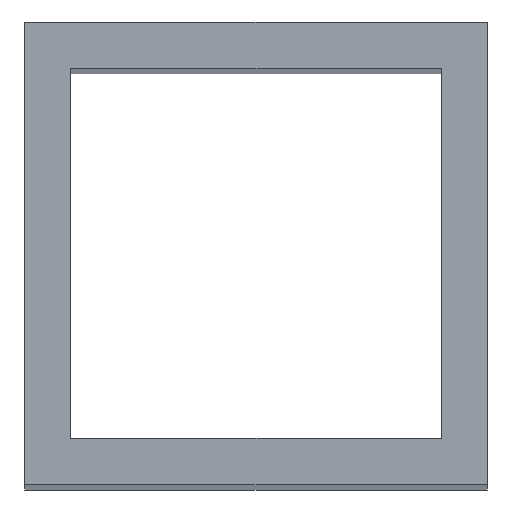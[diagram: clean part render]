
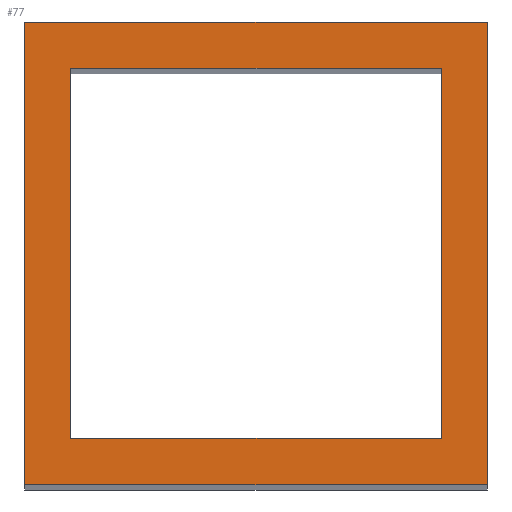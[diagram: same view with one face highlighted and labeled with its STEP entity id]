
A CAD part, top view. The second image highlights one B-rep face of the part: STEP entity #77.
In plain terms, the highlighted planar face has unit normal (0, 0, 1).
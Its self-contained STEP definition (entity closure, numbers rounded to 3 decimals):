
#6 = EDGE_CURVE ( 'NONE', #32, #471, #498, .T. ) ;
#32 = VERTEX_POINT ( 'NONE', #101 ) ;
#43 = DIRECTION ( 'NONE',  ( 0., -1., 0. ) ) ;
#49 = VECTOR ( 'NONE', #447, 1000. ) ;
#59 = VECTOR ( 'NONE', #731, 1000. ) ;
#60 = VERTEX_POINT ( 'NONE', #66 ) ;
#62 = VECTOR ( 'NONE', #834, 1000. ) ;
#66 = CARTESIAN_POINT ( 'NONE',  ( -7.5, -7.5, 100. ) ) ;
#76 = ORIENTED_EDGE ( 'NONE', *, *, #708, .F. ) ;
#77 = ADVANCED_FACE ( 'NONE', ( #229, #221 ), #920, .F. ) ;
#94 = LINE ( 'NONE', #542, #545 ) ;
#101 = CARTESIAN_POINT ( 'NONE',  ( 7.5, -7.5, 100. ) ) ;
#103 = DIRECTION ( 'NONE',  ( 1., 0., 0. ) ) ;
#109 = LINE ( 'NONE', #184, #62 ) ;
#111 = CARTESIAN_POINT ( 'NONE',  ( 7.5, -7.5, 100. ) ) ;
#131 = CARTESIAN_POINT ( 'NONE',  ( 6., -6., 100. ) ) ;
#133 = VERTEX_POINT ( 'NONE', #326 ) ;
#141 = ORIENTED_EDGE ( 'NONE', *, *, #868, .F. ) ;
#153 = EDGE_CURVE ( 'NONE', #60, #32, #94, .T. ) ;
#158 = CARTESIAN_POINT ( 'NONE',  ( -6., 6., 100. ) ) ;
#184 = CARTESIAN_POINT ( 'NONE',  ( -7.5, 7.5, 100. ) ) ;
#198 = EDGE_LOOP ( 'NONE', ( #454, #141, #76, #702 ) ) ;
#221 = FACE_OUTER_BOUND ( 'NONE', #591, .T. ) ;
#228 = CARTESIAN_POINT ( 'NONE',  ( 6., 6., 100. ) ) ;
#229 = FACE_BOUND ( 'NONE', #198, .T. ) ;
#240 = EDGE_CURVE ( 'NONE', #279, #133, #899, .T. ) ;
#248 = CARTESIAN_POINT ( 'NONE',  ( 6., -6., 100. ) ) ;
#279 = VERTEX_POINT ( 'NONE', #664 ) ;
#288 = LINE ( 'NONE', #713, #730 ) ;
#297 = VERTEX_POINT ( 'NONE', #511 ) ;
#308 = AXIS2_PLACEMENT_3D ( 'NONE', #561, #781, #848 ) ;
#321 = DIRECTION ( 'NONE',  ( 1., 0., 0. ) ) ;
#325 = VECTOR ( 'NONE', #874, 1000. ) ;
#326 = CARTESIAN_POINT ( 'NONE',  ( -6., -6., 100. ) ) ;
#344 = DIRECTION ( 'NONE',  ( 0., 1., 0. ) ) ;
#367 = EDGE_CURVE ( 'NONE', #687, #279, #870, .T. ) ;
#410 = ORIENTED_EDGE ( 'NONE', *, *, #6, .T. ) ;
#447 = DIRECTION ( 'NONE',  ( 0., 1., 0. ) ) ;
#454 = ORIENTED_EDGE ( 'NONE', *, *, #367, .F. ) ;
#471 = VERTEX_POINT ( 'NONE', #609 ) ;
#498 = LINE ( 'NONE', #111, #49 ) ;
#511 = CARTESIAN_POINT ( 'NONE',  ( -7.5, 7.5, 100. ) ) ;
#524 = CARTESIAN_POINT ( 'NONE',  ( -6., -6., 100. ) ) ;
#542 = CARTESIAN_POINT ( 'NONE',  ( -7.5, -7.5, 100. ) ) ;
#545 = VECTOR ( 'NONE', #321, 1000. ) ;
#556 = ORIENTED_EDGE ( 'NONE', *, *, #807, .T. ) ;
#561 = CARTESIAN_POINT ( 'NONE',  ( 7.5, 7.5, 100. ) ) ;
#591 = EDGE_LOOP ( 'NONE', ( #410, #556, #599, #794 ) ) ;
#599 = ORIENTED_EDGE ( 'NONE', *, *, #842, .T. ) ;
#609 = CARTESIAN_POINT ( 'NONE',  ( 7.5, 7.5, 100. ) ) ;
#631 = VECTOR ( 'NONE', #344, 1000. ) ;
#650 = CARTESIAN_POINT ( 'NONE',  ( -6., -6., 100. ) ) ;
#664 = CARTESIAN_POINT ( 'NONE',  ( -6., 6., 100. ) ) ;
#680 = VECTOR ( 'NONE', #103, 1000. ) ;
#687 = VERTEX_POINT ( 'NONE', #228 ) ;
#702 = ORIENTED_EDGE ( 'NONE', *, *, #240, .F. ) ;
#708 = EDGE_CURVE ( 'NONE', #133, #732, #780, .T. ) ;
#710 = LINE ( 'NONE', #131, #631 ) ;
#713 = CARTESIAN_POINT ( 'NONE',  ( -7.5, -7.5, 100. ) ) ;
#730 = VECTOR ( 'NONE', #43, 1000. ) ;
#731 = DIRECTION ( 'NONE',  ( 0., -1., 0. ) ) ;
#732 = VERTEX_POINT ( 'NONE', #248 ) ;
#780 = LINE ( 'NONE', #524, #680 ) ;
#781 = DIRECTION ( 'NONE',  ( 0., 0., -1. ) ) ;
#794 = ORIENTED_EDGE ( 'NONE', *, *, #153, .T. ) ;
#807 = EDGE_CURVE ( 'NONE', #471, #297, #109, .T. ) ;
#834 = DIRECTION ( 'NONE',  ( -1., 0., 0. ) ) ;
#842 = EDGE_CURVE ( 'NONE', #297, #60, #288, .T. ) ;
#848 = DIRECTION ( 'NONE',  ( -1., 0., 0. ) ) ;
#868 = EDGE_CURVE ( 'NONE', #732, #687, #710, .T. ) ;
#870 = LINE ( 'NONE', #158, #325 ) ;
#874 = DIRECTION ( 'NONE',  ( -1., 0., 0. ) ) ;
#899 = LINE ( 'NONE', #650, #59 ) ;
#920 = PLANE ( 'NONE',  #308 ) ;
